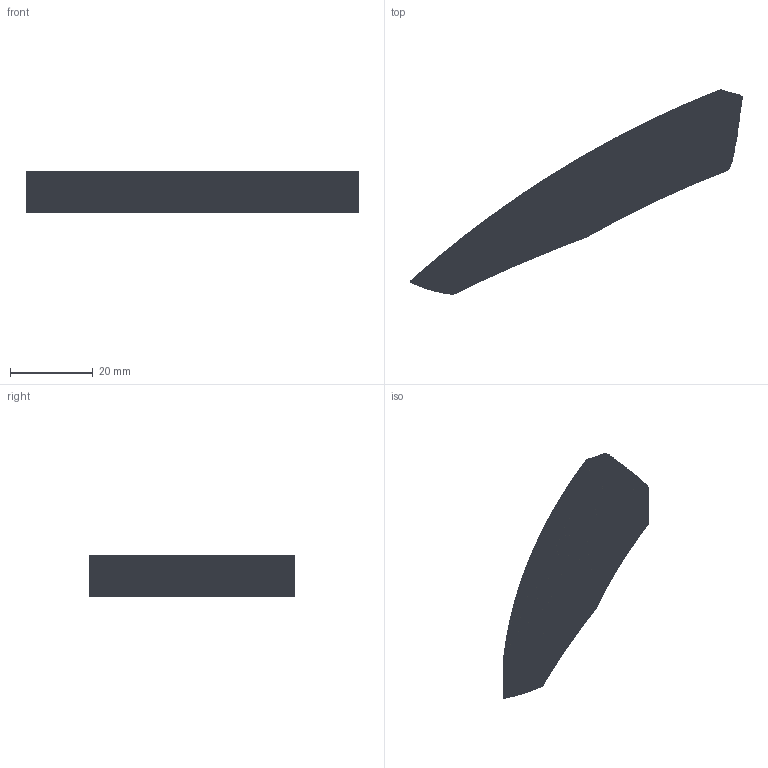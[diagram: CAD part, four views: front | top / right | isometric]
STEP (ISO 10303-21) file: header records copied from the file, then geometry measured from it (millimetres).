
FILE_DESCRIPTION (( 'STEP AP203' ), '1' );
FILE_NAME ('Øèð. ðåçàíèÿ.STEP', '2021-12-06T12:18:54', ( 'Ïîëüçîâàòåëü' ), ( '' ), 'SwSTEP 2.0', 'SolidWorks 2018', '' );
FILE_SCHEMA (( 'CONFIG_CONTROL_DESIGN' ));
Length unit declared in the file: millimetre
Products named in the file (1): ﾘ頏. 鈞湜
Bounding box: 80.1 x 49.35 x 10 mm (x, y, z)
Surface area: 131316.2 mm2 (no closed solid volume)
Topology: 0 solids, 802 shells, 802 faces, 3208 edges, 3208 vertices
Faces by surface type: plane 802
Entity records: 32966 total; most frequent: CARTESIAN_POINT 7219, DIRECTION 4814, VERTEX_POINT 3208, ORIENTED_EDGE 3208, VECTOR 3208, EDGE_CURVE 3208, LINE 3208, AXIS2_PLACEMENT_3D 803
